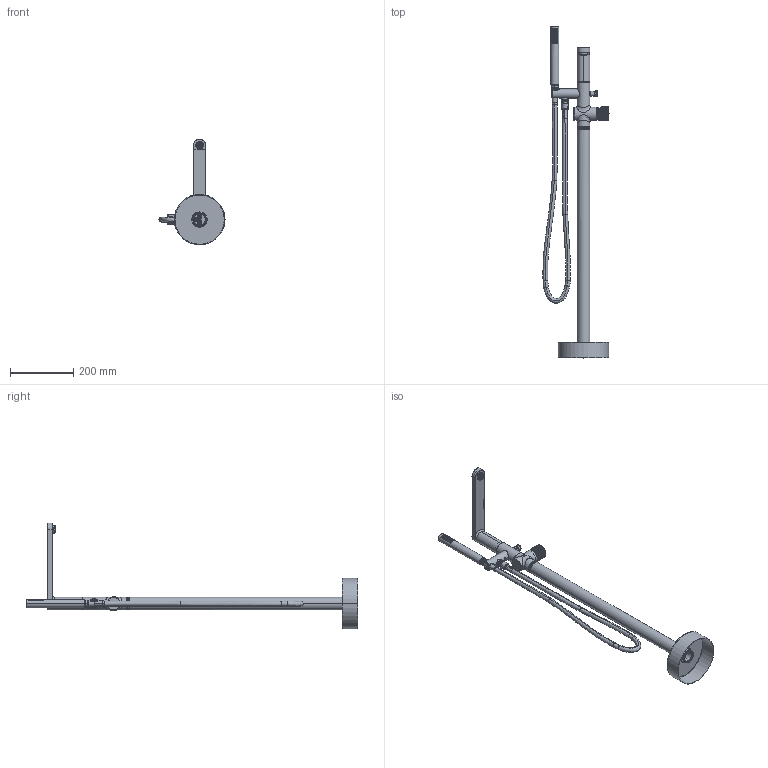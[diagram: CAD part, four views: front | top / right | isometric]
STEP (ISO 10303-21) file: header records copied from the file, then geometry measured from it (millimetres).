
FILE_DESCRIPTION((''),'2;1');
FILE_NAME('ALOG150_001','2023-01-26T12:04:53',('michelaferrini'),(''),'CREO PARAMETRIC BY PTC INC, 2022164','CREO PARAMETRIC BY PTC INC, 2022164','');
FILE_SCHEMA(('CONFIG_CONTROL_DESIGN'));
Products named in the file (21): TOM3F6418CCS8NY_9; TOM3F6418CCS8NY_30; TOM3F6418CCS8NY_15; ALOG005C007; SPLMAC0001; TOM3F6418CCS8NY_18; TOM3F6418CCS8NY_16; SFSPKC0005_; SFSMAA0003_; TOM3F6418CCS8NY_10; TOM3F6418CCS8NY_8; SDCPKC0039; SDCMAA0002; TOM3F6418CCS8NY_17; TOM3F6418CCS8NY_20; TOM3F6418CCS8NY_29; SARMAC0014; SARMAC0002; SARMAC0015; SARMAA0004; ALOG150_001
Assembly tree (21 placements, depth 3):
  ALOG150_001
    TOM3F6418CCS8NY_9
    TOM3F6418CCS8NY_30
    TOM3F6418CCS8NY_15
    ALOG005C007
    SPLMAC0001
    TOM3F6418CCS8NY_18
    TOM3F6418CCS8NY_16
    SFSMAA0003_  x2
      SFSPKC0005_
    TOM3F6418CCS8NY_10
    TOM3F6418CCS8NY_8
    SDCMAA0002
      SDCPKC0039
    TOM3F6418CCS8NY_17
    TOM3F6418CCS8NY_20
    TOM3F6418CCS8NY_29
    SARMAA0004
      SARMAC0014
      SARMAC0002
      SARMAC0015
Bounding box: 208.91 x 1050.7 x 335 mm (x, y, z)
Volume: 847928.2 mm3; surface area: 517562.2 mm2
Topology: 18 solids, 24 shells, 6632 faces, 14231 edges, 7798 vertices
Faces by surface type: plane 2585, cone 2115, cylinder 1740, torus 97, bspline 85, sphere 10
Entity records: 203624 total; most frequent: CARTESIAN_POINT 69594, ORIENTED_EDGE 28242, DIRECTION 26783, EDGE_CURVE 14129, AXIS2_PLACEMENT_3D 11111, VERTEX_POINT 7738, EDGE_LOOP 6895, FACE_OUTER_BOUND 6588
